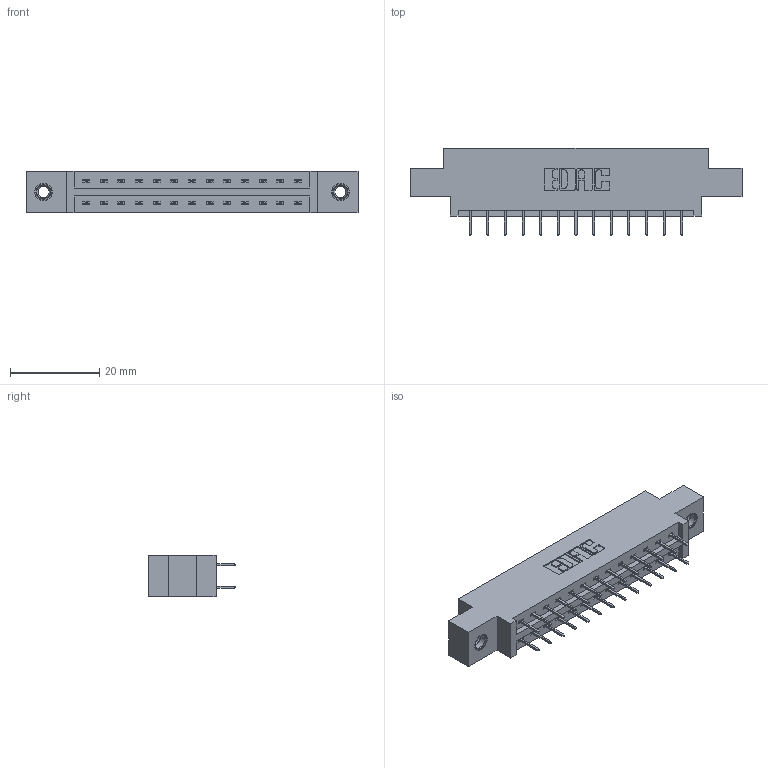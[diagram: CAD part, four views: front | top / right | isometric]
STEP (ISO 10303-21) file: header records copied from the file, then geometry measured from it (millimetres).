
FILE_DESCRIPTION (( 'STEP AP203' ), '1' );
FILE_NAME ('387-026-524-807.STEP', '2018-09-16T01:56:14', ( '' ), ( '' ), 'SwSTEP 2.0', 'SolidWorks 2016', '' );
FILE_SCHEMA (( 'CONFIG_CONTROL_DESIGN' ));
Length unit declared in the file: inch
Products named in the file (4): 387-026-524-807; 337 Part_0.170 Offset - 0.156 Dia-TI; 345-292-001_345-293-124; 345-250-001_345-250-005-103
Assembly tree (29 placements, depth 2):
  387-026-524-807
    337 Part_0.170 Offset - 0.156 Dia-TI
    345-292-001_345-293-124  x26
    345-250-001_345-250-005-103  x2
Bounding box: 74.52 x 19.69 x 9.4 mm (x, y, z)
Volume: 7297.5 mm3; surface area: 7990.1 mm2
Topology: 29 solids, 29 shells, 1686 faces, 4749 edges, 3054 vertices
Faces by surface type: plane 1250, cylinder 420, cone 12, torus 4
Entity records: 15222 total; most frequent: CARTESIAN_POINT 2569, ORIENTED_EDGE 2498, DIRECTION 2271, EDGE_CURVE 1249, VECTOR 1105, LINE 1105, VERTEX_POINT 824, AXIS2_PLACEMENT_3D 583
